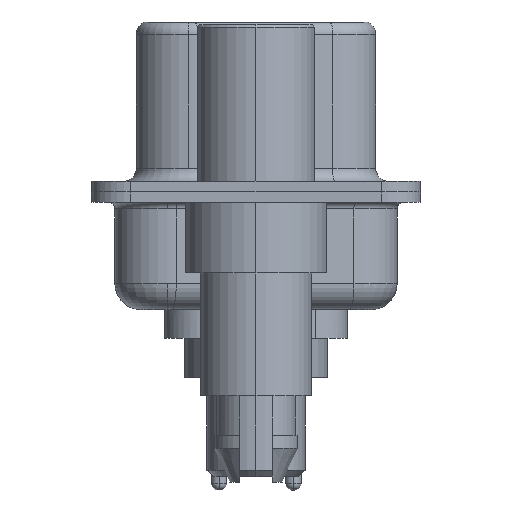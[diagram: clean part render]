
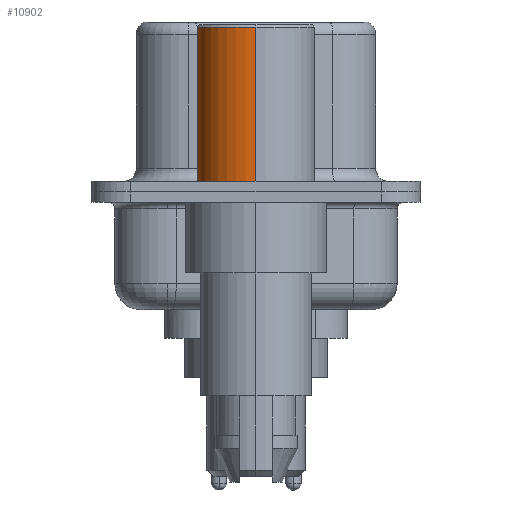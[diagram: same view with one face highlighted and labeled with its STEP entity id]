
A CAD part, left-side view. The second image highlights one B-rep face of the part: STEP entity #10902.
In plain terms, the highlighted cylindrical face has radius 2.25 mm (diameter 4.5 mm), a partial arc.
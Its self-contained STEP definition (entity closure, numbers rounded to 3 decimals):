
#352 = LINE ( 'NONE', #3351, #17576 ) ;
#420 = DIRECTION ( 'NONE',  ( 0., 0., 1. ) ) ;
#673 = LINE ( 'NONE', #2082, #14527 ) ;
#861 = FACE_OUTER_BOUND ( 'NONE', #920, .T. ) ;
#891 = CARTESIAN_POINT ( 'NONE',  ( 2.25, 0., 0.4 ) ) ;
#920 = EDGE_LOOP ( 'NONE', ( #6797, #19234, #7810, #18866 ) ) ;
#1502 = VERTEX_POINT ( 'NONE', #5010 ) ;
#1891 = CARTESIAN_POINT ( 'NONE',  ( 0., 0., 0.4 ) ) ;
#2018 = DIRECTION ( 'NONE',  ( 0., 0., 1. ) ) ;
#2082 = CARTESIAN_POINT ( 'NONE',  ( -2.25, 0., 0.581 ) ) ;
#2132 = DIRECTION ( 'NONE',  ( 1., 0., 0. ) ) ;
#3202 = AXIS2_PLACEMENT_3D ( 'NONE', #17640, #16106, #2132 ) ;
#3351 = CARTESIAN_POINT ( 'NONE',  ( 2.25, 0., 0.581 ) ) ;
#4649 = EDGE_CURVE ( 'NONE', #8153, #15162, #673, .T. ) ;
#5010 = CARTESIAN_POINT ( 'NONE',  ( 2.25, 0., 6.3 ) ) ;
#5766 = EDGE_CURVE ( 'NONE', #6433, #8153, #9526, .T. ) ;
#6433 = VERTEX_POINT ( 'NONE', #891 ) ;
#6797 = ORIENTED_EDGE ( 'NONE', *, *, #5766, .T. ) ;
#7810 = ORIENTED_EDGE ( 'NONE', *, *, #12307, .F. ) ;
#8153 = VERTEX_POINT ( 'NONE', #16869 ) ;
#9526 = CIRCLE ( 'NONE', #11910, 2.25 ) ;
#9762 = DIRECTION ( 'NONE',  ( 1., 0., 0. ) ) ;
#10902 = ADVANCED_FACE ( 'NONE', ( #861 ), #14715, .T. ) ;
#11266 = DIRECTION ( 'NONE',  ( 0., 0., 1. ) ) ;
#11910 = AXIS2_PLACEMENT_3D ( 'NONE', #1891, #420, #9762 ) ;
#12228 = EDGE_CURVE ( 'NONE', #6433, #1502, #352, .T. ) ;
#12307 = EDGE_CURVE ( 'NONE', #1502, #15162, #15652, .T. ) ;
#12785 = CARTESIAN_POINT ( 'NONE',  ( -2.25, 0., 6.3 ) ) ;
#13039 = DIRECTION ( 'NONE',  ( 1., 0., 0. ) ) ;
#14527 = VECTOR ( 'NONE', #2018, 1000. ) ;
#14715 = CYLINDRICAL_SURFACE ( 'NONE', #16868, 2.25 ) ;
#15162 = VERTEX_POINT ( 'NONE', #12785 ) ;
#15652 = CIRCLE ( 'NONE', #3202, 2.25 ) ;
#16106 = DIRECTION ( 'NONE',  ( 0., 0., 1. ) ) ;
#16868 = AXIS2_PLACEMENT_3D ( 'NONE', #18670, #17256, #13039 ) ;
#16869 = CARTESIAN_POINT ( 'NONE',  ( -2.25, 0., 0.4 ) ) ;
#17256 = DIRECTION ( 'NONE',  ( 0., 0., 1. ) ) ;
#17576 = VECTOR ( 'NONE', #11266, 1000. ) ;
#17640 = CARTESIAN_POINT ( 'NONE',  ( 0., 0., 6.3 ) ) ;
#18670 = CARTESIAN_POINT ( 'NONE',  ( 0., 0., 0.581 ) ) ;
#18866 = ORIENTED_EDGE ( 'NONE', *, *, #12228, .F. ) ;
#19234 = ORIENTED_EDGE ( 'NONE', *, *, #4649, .T. ) ;
